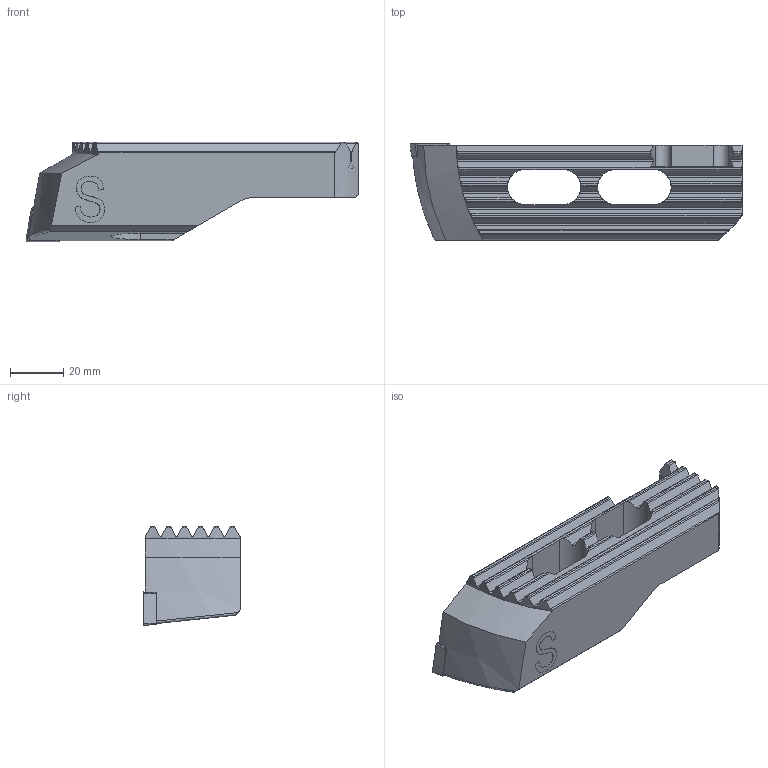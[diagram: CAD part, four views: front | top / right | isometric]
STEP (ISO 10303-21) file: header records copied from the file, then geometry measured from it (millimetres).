
FILE_DESCRIPTION(('no description'),'unknown implementation level');
FILE_NAME('CD3E21AA-D513-40E1-99CE-54A0929E285E_export.stp',' ',('CIMSOURCE GmbH'),('CADClick - KiM GmbH - www.kimweb.de'),'unknown preprocess','ACIS','unknown authorization');
FILE_SCHEMA(('automotive_design'));
Length unit declared in the file: millimetre
Products named in the file (3): 639.485 Kaiser 175-203 SW148 CC12 S|639.485 Kaiser 175-203 SW148 CC12 S;RSS-Marke; 639.485 Kaiser 175-203 SW148 CC12 S|654.991 Kaiser CCMT 120408 K20C;Kombinieren1; 639.485 Kaiser 175-203 SW148 CC12 S|694.150 Kaiser ETL M5 X 13,3 T20 IP 10S;Kreismuster1
Bounding box: 125 x 36.36 x 37.4 mm (x, y, z)
Volume: 83258 mm3; surface area: 21976.6 mm2
Topology: 3 solids, 3 shells, 245 faces, 680 edges, 442 vertices
Faces by surface type: plane 94, cylinder 83, cone 30, bspline 29, torus 9
Entity records: 18199 total; most frequent: CARTESIAN_POINT 4488, STYLED_ITEM 1368, PRESENTATION_STYLE_ASSIGNMENT 1368, COLOUR_RGB 1368, ORIENTED_EDGE 1356, DIRECTION 1197, EDGE_CURVE 678, CURVE_STYLE 678
